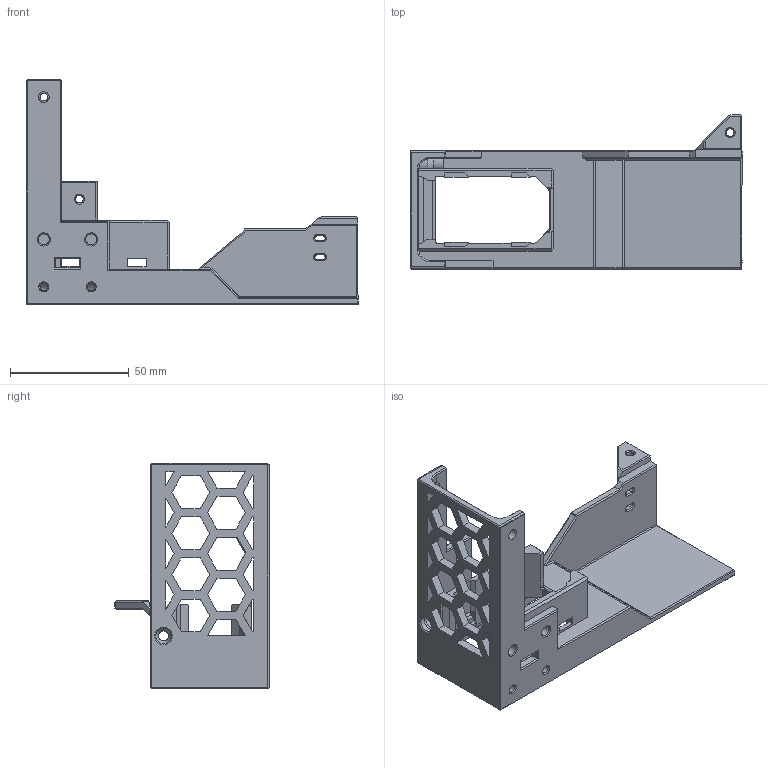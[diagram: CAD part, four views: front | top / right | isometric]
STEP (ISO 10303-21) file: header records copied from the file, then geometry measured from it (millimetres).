
FILE_DESCRIPTION(/* description */ (''),/* implementation_level */ '2;1');
FILE_NAME(/* name */ 'skirt_inlet_50.step',/* time_stamp */ '2023-02-21T22:45:14+04:00',/* author */ (''),/* organization */ (''),/* preprocessor_version */ 'ST-DEVELOPER v19.2',/* originating_system */ 'Autodesk Translation Framework v11.17.0.187',/* authorisation */ '');
FILE_SCHEMA (('AUTOMOTIVE_DESIGN { 1 0 10303 214 3 1 1 }'));
Length unit declared in the file: millimetre
Products named in the file (2): tri-zero_skirts; Skirt Corner Power Inlet v3
Assembly tree (1 placements, depth 2):
  tri-zero_skirts
    Skirt Corner Power Inlet v3
Bounding box: 140 x 65 x 95 mm (x, y, z)
Volume: 60571.1 mm3; surface area: 40118.7 mm2
Topology: 1 solids, 1 shells, 406 faces, 1184 edges, 752 vertices
Faces by surface type: plane 332, cylinder 42, cone 30, bspline 2
Full cylindrical faces by diameter (mm): 3.2 x5, 4.2 x1, 4.6 x3, 6 x2, 6.2 x1, 6.5 x1, 8.6 x1
Entity records: 13622 total; most frequent: CARTESIAN_POINT 2653, ORIENTED_EDGE 2364, DIRECTION 2117, EDGE_CURVE 1182, LINE 1009, VECTOR 1009, VERTEX_POINT 752, AXIS2_PLACEMENT_3D 554
